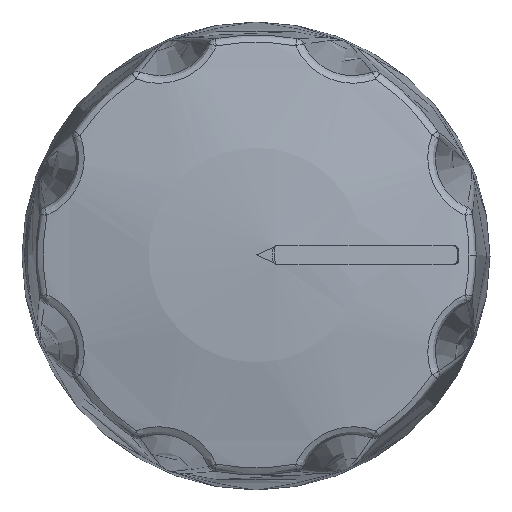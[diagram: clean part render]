
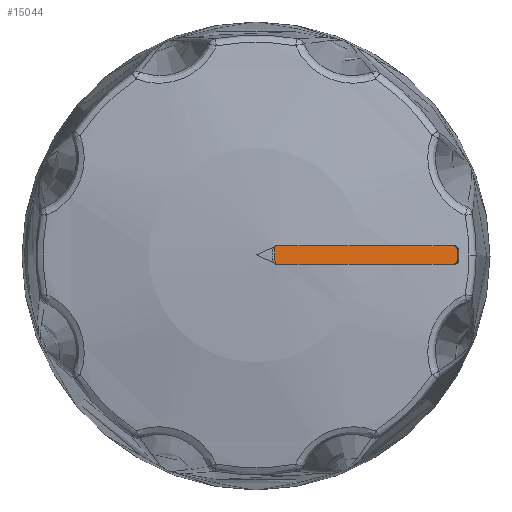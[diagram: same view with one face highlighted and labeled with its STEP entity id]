
A CAD part, top view. The second image highlights one B-rep face of the part: STEP entity #15044.
In plain terms, the highlighted planar face has unit normal (0.104, 0, 0.995).
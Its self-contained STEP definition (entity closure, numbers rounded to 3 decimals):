
#14779 = VERTEX_POINT('',#14780);
#14780 = CARTESIAN_POINT('',(5.457,-0.127,15.29));
#14786 = EDGE_CURVE('',#14779,#14787,#14789,.T.);
#14787 = VERTEX_POINT('',#14788);
#14788 = CARTESIAN_POINT('',(5.457,0.127,15.29));
#14789 = LINE('',#14790,#14791);
#14790 = CARTESIAN_POINT('',(5.457,-0.127,15.29));
#14791 = VECTOR('',#14792,1.);
#14792 = DIRECTION('',(0.,1.,0.));
#14817 = EDGE_CURVE('',#14787,#14818,#14820,.T.);
#14818 = VERTEX_POINT('',#14819);
#14819 = CARTESIAN_POINT('',(5.331,0.254,15.303));
#14820 = CIRCLE('',#14821,0.127);
#14821 = AXIS2_PLACEMENT_3D('',#14822,#14823,#14824);
#14822 = CARTESIAN_POINT('',(5.331,0.127,15.303));
#14823 = DIRECTION('',(0.105,-0.,0.995));
#14824 = DIRECTION('',(0.995,0.,-0.105));
#14850 = EDGE_CURVE('',#14818,#14851,#14853,.T.);
#14851 = VERTEX_POINT('',#14852);
#14852 = CARTESIAN_POINT('',(0.531,0.254,15.807));
#14853 = LINE('',#14854,#14855);
#14854 = CARTESIAN_POINT('',(5.331,0.254,15.303));
#14855 = VECTOR('',#14856,1.);
#14856 = DIRECTION('',(-0.995,0.,0.105));
#14881 = EDGE_CURVE('',#14851,#14882,#14884,.T.);
#14882 = VERTEX_POINT('',#14883);
#14883 = CARTESIAN_POINT('',(0.405,0.127,15.821));
#14884 = CIRCLE('',#14885,0.127);
#14885 = AXIS2_PLACEMENT_3D('',#14886,#14887,#14888);
#14886 = CARTESIAN_POINT('',(0.531,0.127,15.807));
#14887 = DIRECTION('',(0.105,-0.,0.995));
#14888 = DIRECTION('',(0.995,0.,-0.105));
#14914 = EDGE_CURVE('',#14882,#14915,#14917,.T.);
#14915 = VERTEX_POINT('',#14916);
#14916 = CARTESIAN_POINT('',(0.405,-0.127,15.821));
#14917 = LINE('',#14918,#14919);
#14918 = CARTESIAN_POINT('',(0.405,0.127,15.821));
#14919 = VECTOR('',#14920,1.);
#14920 = DIRECTION('',(0.,-1.,0.));
#14945 = EDGE_CURVE('',#14915,#14946,#14948,.T.);
#14946 = VERTEX_POINT('',#14947);
#14947 = CARTESIAN_POINT('',(0.531,-0.254,15.807));
#14948 = CIRCLE('',#14949,0.127);
#14949 = AXIS2_PLACEMENT_3D('',#14950,#14951,#14952);
#14950 = CARTESIAN_POINT('',(0.531,-0.127,15.807));
#14951 = DIRECTION('',(0.105,-0.,0.995));
#14952 = DIRECTION('',(0.995,0.,-0.105));
#14978 = EDGE_CURVE('',#14946,#14979,#14981,.T.);
#14979 = VERTEX_POINT('',#14980);
#14980 = CARTESIAN_POINT('',(5.331,-0.254,15.303));
#14981 = LINE('',#14982,#14983);
#14982 = CARTESIAN_POINT('',(0.531,-0.254,15.807));
#14983 = VECTOR('',#14984,1.);
#14984 = DIRECTION('',(0.995,0.,-0.105));
#15009 = EDGE_CURVE('',#14979,#14779,#15010,.T.);
#15010 = CIRCLE('',#15011,0.127);
#15011 = AXIS2_PLACEMENT_3D('',#15012,#15013,#15014);
#15012 = CARTESIAN_POINT('',(5.331,-0.127,15.303));
#15013 = DIRECTION('',(0.105,-0.,0.995));
#15014 = DIRECTION('',(0.995,0.,-0.105));
#15044 = ADVANCED_FACE('',(#15045),#15055,.T.);
#15045 = FACE_BOUND('',#15046,.T.);
#15046 = EDGE_LOOP('',(#15047,#15048,#15049,#15050,#15051,#15052,#15053,
    #15054));
#15047 = ORIENTED_EDGE('',*,*,#14786,.T.);
#15048 = ORIENTED_EDGE('',*,*,#14817,.T.);
#15049 = ORIENTED_EDGE('',*,*,#14850,.T.);
#15050 = ORIENTED_EDGE('',*,*,#14881,.T.);
#15051 = ORIENTED_EDGE('',*,*,#14914,.T.);
#15052 = ORIENTED_EDGE('',*,*,#14945,.T.);
#15053 = ORIENTED_EDGE('',*,*,#14978,.T.);
#15054 = ORIENTED_EDGE('',*,*,#15009,.T.);
#15055 = PLANE('',#15056);
#15056 = AXIS2_PLACEMENT_3D('',#15057,#15058,#15059);
#15057 = CARTESIAN_POINT('',(2.931,0.,
    15.555));
#15058 = DIRECTION('',(0.105,0.,0.995
    ));
#15059 = DIRECTION('',(0.995,0.,
    -0.105));
